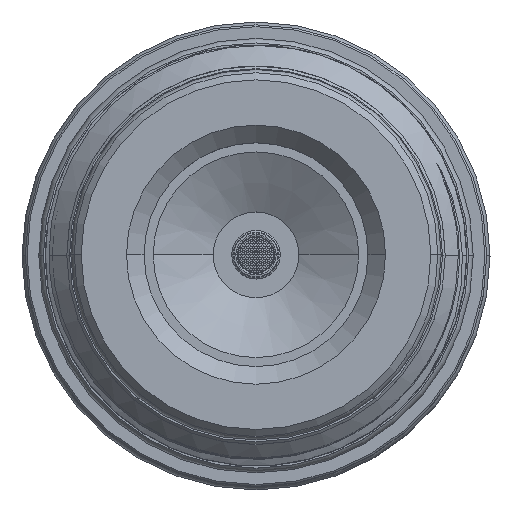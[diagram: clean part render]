
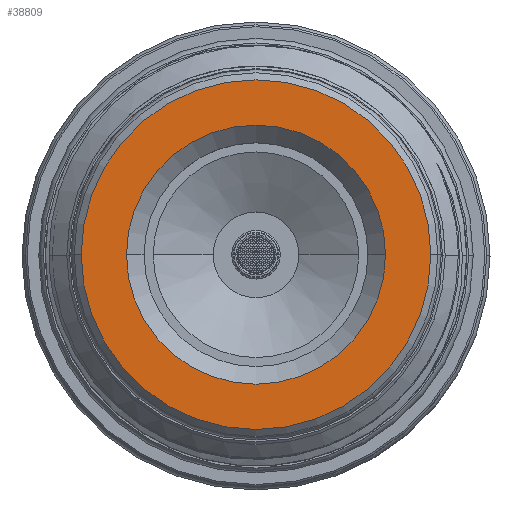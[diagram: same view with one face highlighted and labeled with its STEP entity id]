
A CAD part, top view. The second image highlights one B-rep face of the part: STEP entity #38809.
In plain terms, the highlighted planar face has unit normal (0, 0, 1).
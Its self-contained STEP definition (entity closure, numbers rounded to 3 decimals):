
#309 = PLANE ( 'NONE',  #10189 ) ;
#991 = CIRCLE ( 'NONE', #7747, 19.84 ) ;
#3338 = DIRECTION ( 'NONE',  ( -1., 0., 0. ) ) ;
#4158 = VERTEX_POINT ( 'NONE', #58770 ) ;
#5231 = EDGE_LOOP ( 'NONE', ( #23051, #45201 ) ) ;
#7356 = CARTESIAN_POINT ( 'NONE',  ( 14.7, 0., 89.528 ) ) ;
#7747 = AXIS2_PLACEMENT_3D ( 'NONE', #30024, #16238, #16040 ) ;
#8671 = DIRECTION ( 'NONE',  ( -1., 0., 0. ) ) ;
#8675 = CARTESIAN_POINT ( 'NONE',  ( 0., 0., 89.528 ) ) ;
#10189 = AXIS2_PLACEMENT_3D ( 'NONE', #60258, #27326, #8671 ) ;
#13948 = DIRECTION ( 'NONE',  ( 0., 0., -1. ) ) ;
#16040 = DIRECTION ( 'NONE',  ( -1., 0., 0. ) ) ;
#16238 = DIRECTION ( 'NONE',  ( 0., 0., -1. ) ) ;
#17622 = EDGE_CURVE ( 'NONE', #37641, #4158, #991, .T. ) ;
#18369 = VERTEX_POINT ( 'NONE', #7356 ) ;
#23051 = ORIENTED_EDGE ( 'NONE', *, *, #52255, .T. ) ;
#24778 = CIRCLE ( 'NONE', #26343, 14.7 ) ;
#24794 = EDGE_CURVE ( 'NONE', #4158, #37641, #42851, .T. ) ;
#26343 = AXIS2_PLACEMENT_3D ( 'NONE', #8675, #55185, #41584 ) ;
#26653 = FACE_OUTER_BOUND ( 'NONE', #35563, .T. ) ;
#27326 = DIRECTION ( 'NONE',  ( 0., 0., -1. ) ) ;
#29339 = CARTESIAN_POINT ( 'NONE',  ( -14.7, 0., 89.528 ) ) ;
#30024 = CARTESIAN_POINT ( 'NONE',  ( 0., 0., 89.528 ) ) ;
#30695 = CIRCLE ( 'NONE', #51603, 14.7 ) ;
#35563 = EDGE_LOOP ( 'NONE', ( #42130, #42232 ) ) ;
#37293 = DIRECTION ( 'NONE',  ( -1., 0., 0. ) ) ;
#37581 = FACE_BOUND ( 'NONE', #5231, .T. ) ;
#37641 = VERTEX_POINT ( 'NONE', #53380 ) ;
#38809 = ADVANCED_FACE ( 'NONE', ( #37581, #26653 ), #309, .F. ) ;
#41103 = DIRECTION ( 'NONE',  ( 0., 0., -1. ) ) ;
#41584 = DIRECTION ( 'NONE',  ( -1., 0., 0. ) ) ;
#41777 = CARTESIAN_POINT ( 'NONE',  ( 0., 0., 89.528 ) ) ;
#42130 = ORIENTED_EDGE ( 'NONE', *, *, #24794, .F. ) ;
#42232 = ORIENTED_EDGE ( 'NONE', *, *, #17622, .F. ) ;
#42851 = CIRCLE ( 'NONE', #48353, 19.84 ) ;
#45201 = ORIENTED_EDGE ( 'NONE', *, *, #45935, .T. ) ;
#45777 = VERTEX_POINT ( 'NONE', #29339 ) ;
#45935 = EDGE_CURVE ( 'NONE', #45777, #18369, #30695, .T. ) ;
#48353 = AXIS2_PLACEMENT_3D ( 'NONE', #41777, #13948, #37293 ) ;
#51603 = AXIS2_PLACEMENT_3D ( 'NONE', #54522, #41103, #3338 ) ;
#52255 = EDGE_CURVE ( 'NONE', #18369, #45777, #24778, .T. ) ;
#53380 = CARTESIAN_POINT ( 'NONE',  ( 19.84, 0., 89.528 ) ) ;
#54522 = CARTESIAN_POINT ( 'NONE',  ( 0., 0., 89.528 ) ) ;
#55185 = DIRECTION ( 'NONE',  ( 0., 0., -1. ) ) ;
#58770 = CARTESIAN_POINT ( 'NONE',  ( -19.84, 0., 89.528 ) ) ;
#60258 = CARTESIAN_POINT ( 'NONE',  ( 0., 0., 89.528 ) ) ;
